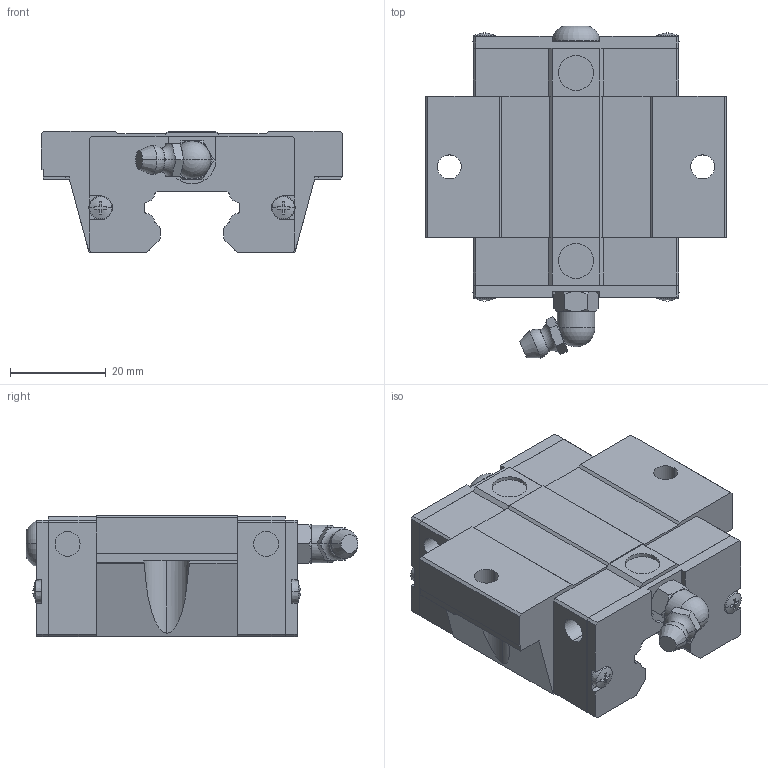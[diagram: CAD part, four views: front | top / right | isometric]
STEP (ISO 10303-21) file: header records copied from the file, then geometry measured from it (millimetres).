
FILE_DESCRIPTION(('STEP AP214'),'1');
FILE_NAME('cctmp_3216C130-07DD-4AFC-838B-839F61256480_2020_4_23_15_14_24_590..stp','2020-04-23T13:14:24',('HIWIN GmbH'),('CADClick - www.CADClick.com'),'Spatial InterOp 3D',' ','unknown authorization');
FILE_SCHEMA(('AUTOMOTIVE_DESIGN'));
Length unit declared in the file: millimetre
Products named in the file (1): HGW20SCZ0H_FILE
Bounding box: 63 x 69.41 x 25.4 mm (x, y, z)
Volume: 53558.8 mm3; surface area: 14007.5 mm2
Topology: 1 solids, 5 shells, 350 faces, 946 edges, 614 vertices
Faces by surface type: plane 216, cylinder 76, cone 38, torus 18, sphere 2
Entity records: 13935 total; most frequent: CARTESIAN_POINT 2405, ORIENTED_EDGE 1888, DIRECTION 1761, EDGE_CURVE 944, VERTEX_POINT 614, LINE 605, VECTOR 605, AXIS2_PLACEMENT_3D 578
